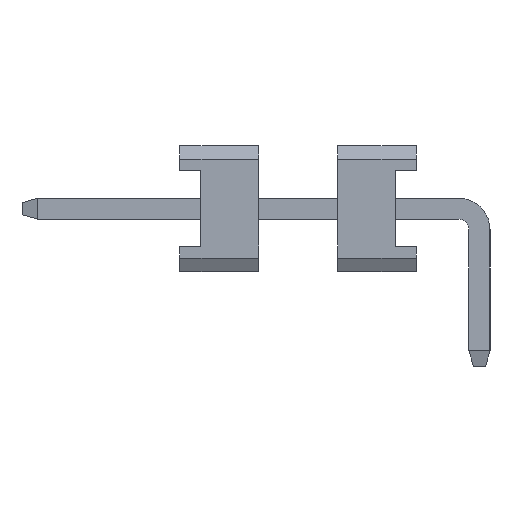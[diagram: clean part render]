
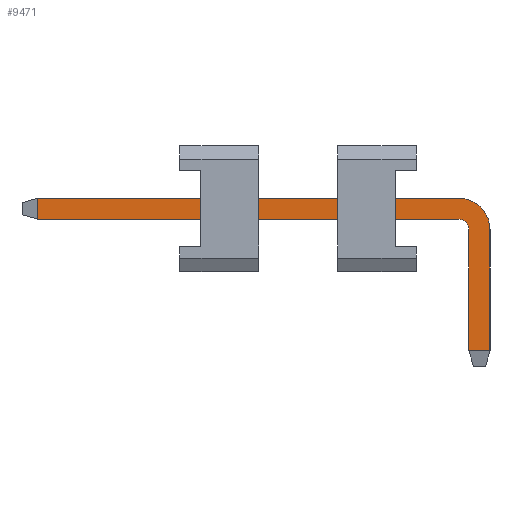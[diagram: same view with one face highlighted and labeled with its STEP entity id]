
A CAD part, left-side view. The second image highlights one B-rep face of the part: STEP entity #9471.
In plain terms, the highlighted planar face has unit normal (-1, 0, 0).
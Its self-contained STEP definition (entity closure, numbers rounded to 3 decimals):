
#9225=CARTESIAN_POINT('',(-0.2,7.2,-0.2));
#9226=VERTEX_POINT('',#9225);
#9249=CARTESIAN_POINT('',(-0.2,7.2,0.2));
#9250=VERTEX_POINT('',#9249);
#9251=CARTESIAN_POINT('',(-0.2,7.2,-0.2));
#9252=DIRECTION('',(0.,0.,1.));
#9253=VECTOR('',#9252,0.4);
#9254=LINE('',#9251,#9253);
#9255=EDGE_CURVE('',#9226,#9250,#9254,.T.);
#9296=CARTESIAN_POINT('',(-0.2,-0.8,0.2));
#9297=VERTEX_POINT('',#9296);
#9298=CARTESIAN_POINT('',(-0.2,7.2,0.2));
#9299=DIRECTION('',(0.,-1.,0.));
#9300=VECTOR('',#9299,8.);
#9301=LINE('',#9298,#9300);
#9302=EDGE_CURVE('',#9250,#9297,#9301,.T.);
#9403=CARTESIAN_POINT('',(-0.2,-0.8,-0.2));
#9404=VERTEX_POINT('',#9403);
#9411=CARTESIAN_POINT('',(-0.2,-0.8,-0.2));
#9412=DIRECTION('',(0.,1.,0.));
#9413=VECTOR('',#9412,8.);
#9414=LINE('',#9411,#9413);
#9415=EDGE_CURVE('',#9404,#9226,#9414,.T.);
#9421=CARTESIAN_POINT('',(-0.2,7.5,0.2));
#9422=DIRECTION('',(0.,0.,-1.));
#9423=DIRECTION('',(-1.,-0.,-0.));
#9424=AXIS2_PLACEMENT_3D('',#9421,#9423,#9422);
#9425=PLANE('',#9424);
#9426=ORIENTED_EDGE('',*,*,#9415,.F.);
#9427=CARTESIAN_POINT('',(-0.2,-1.,-0.4));
#9428=VERTEX_POINT('',#9427);
#9429=CARTESIAN_POINT('',(-0.2,-0.8,-0.4));
#9430=DIRECTION('',(0.,0.,1.));
#9431=DIRECTION('',(1.,0.,0.));
#9432=AXIS2_PLACEMENT_3D('',#9429,#9431,#9430);
#9433=CIRCLE('',#9432,0.2);
#9434=EDGE_CURVE('',#9404,#9428,#9433,.T.);
#9435=ORIENTED_EDGE('',*,*,#9434,.T.);
#9436=CARTESIAN_POINT('',(-0.2,-1.,-2.7));
#9437=VERTEX_POINT('',#9436);
#9438=CARTESIAN_POINT('',(-0.2,-1.,-0.4));
#9439=DIRECTION('',(0.,0.,-1.));
#9440=VECTOR('',#9439,2.3);
#9441=LINE('',#9438,#9440);
#9442=EDGE_CURVE('',#9428,#9437,#9441,.T.);
#9443=ORIENTED_EDGE('',*,*,#9442,.T.);
#9444=CARTESIAN_POINT('',(-0.2,-1.4,-2.7));
#9445=VERTEX_POINT('',#9444);
#9446=CARTESIAN_POINT('',(-0.2,-1.,-2.7));
#9447=DIRECTION('',(0.,-1.,0.));
#9448=VECTOR('',#9447,0.4);
#9449=LINE('',#9446,#9448);
#9450=EDGE_CURVE('',#9437,#9445,#9449,.T.);
#9451=ORIENTED_EDGE('',*,*,#9450,.T.);
#9452=CARTESIAN_POINT('',(-0.2,-1.4,-0.4));
#9453=VERTEX_POINT('',#9452);
#9454=CARTESIAN_POINT('',(-0.2,-1.4,-2.7));
#9455=DIRECTION('',(0.,0.,1.));
#9456=VECTOR('',#9455,2.3);
#9457=LINE('',#9454,#9456);
#9458=EDGE_CURVE('',#9445,#9453,#9457,.T.);
#9459=ORIENTED_EDGE('',*,*,#9458,.T.);
#9460=CARTESIAN_POINT('',(-0.2,-0.8,-0.4));
#9461=DIRECTION('',(0.,-1.,0.));
#9462=DIRECTION('',(-1.,0.,0.));
#9463=AXIS2_PLACEMENT_3D('',#9460,#9462,#9461);
#9464=CIRCLE('',#9463,0.6);
#9465=EDGE_CURVE('',#9453,#9297,#9464,.T.);
#9466=ORIENTED_EDGE('',*,*,#9465,.T.);
#9467=ORIENTED_EDGE('',*,*,#9302,.F.);
#9468=ORIENTED_EDGE('',*,*,#9255,.F.);
#9469=EDGE_LOOP('',(#9426,#9435,#9443,#9451,#9459,#9466,#9467,#9468));
#9470=FACE_OUTER_BOUND('',#9469,.T.);
#9471=ADVANCED_FACE('',(#9470),#9425,.T.);
